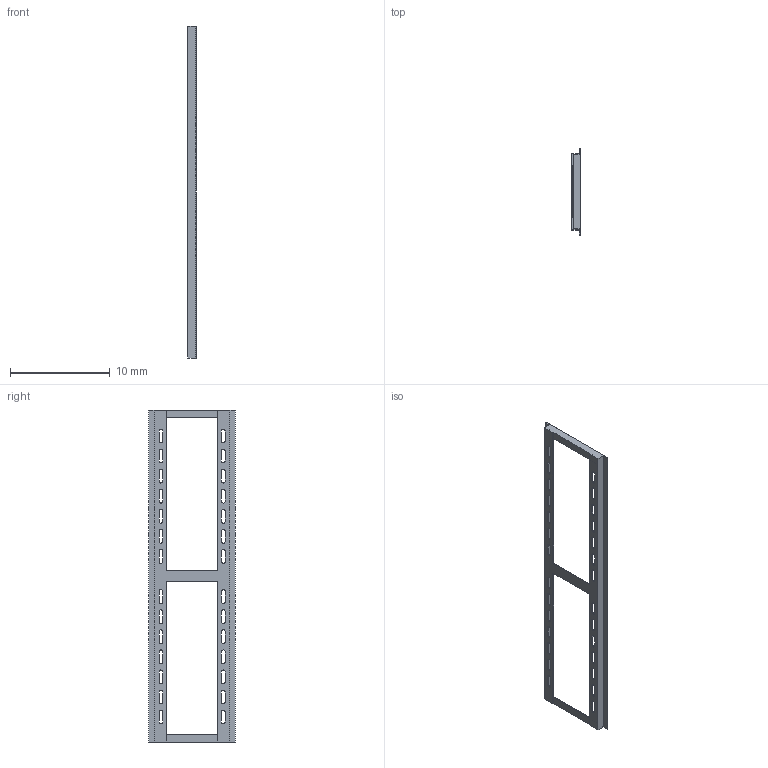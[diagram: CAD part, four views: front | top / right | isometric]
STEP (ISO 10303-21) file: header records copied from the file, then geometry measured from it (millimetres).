
FILE_DESCRIPTION(('STEP AP214'),'1');
FILE_NAME('tmp0.STEP',' ',(' '),(' '),'XStep 1.0',' ',' ');
FILE_SCHEMA(('automotive_design'));
Length unit declared in the file: millimetre
Products named in the file (1): NONE
Bounding box: 0.84 x 8.7 x 33.25 mm (x, y, z)
Volume: 16 mm3; surface area: 379 mm2
Topology: 1 solids, 1 shells, 195 faces, 584 edges, 388 vertices
Faces by surface type: cylinder 112, plane 83
Entity records: 8354 total; most frequent: DIRECTION 1200, CARTESIAN_POINT 1168, ORIENTED_EDGE 1168, EDGE_CURVE 584, AXIS2_PLACEMENT_3D 420, VERTEX_POINT 388, LINE 360, VECTOR 360
